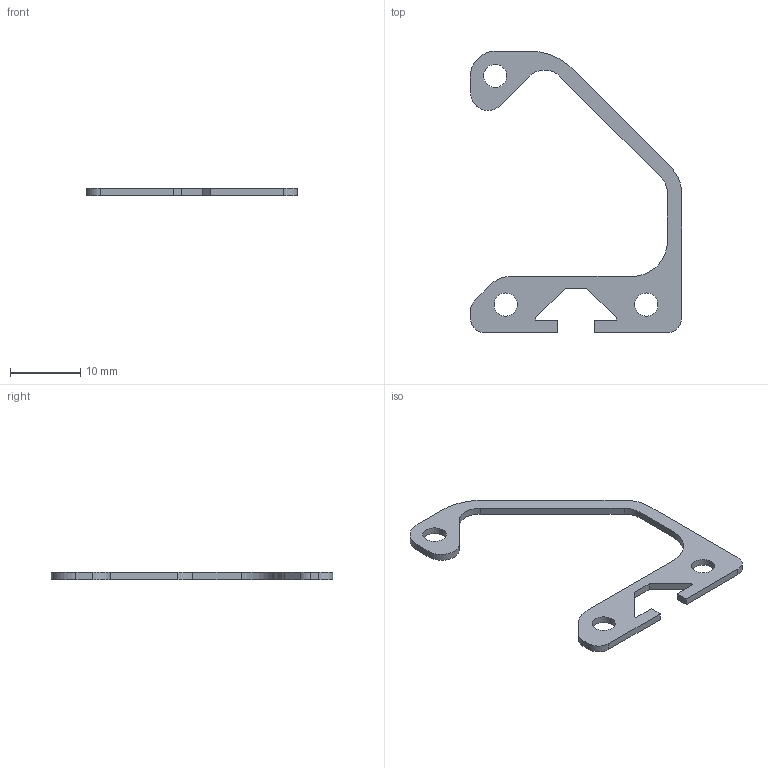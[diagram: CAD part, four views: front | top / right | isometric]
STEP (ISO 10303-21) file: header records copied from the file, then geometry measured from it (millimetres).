
FILE_DESCRIPTION(/* description */ ('Griffleistenprofil 30 x 40 natur'),/* implementation_level */ '2;1');
FILE_NAME(/* name */ 'SP059.stp',/* time_stamp */ '2015-09-03T13:26:51+02:00',/* author */ ('sebastianschwarze'),/* organization */ (''),/* preprocessor_version */ 'ST-DEVELOPER v15.6',/* originating_system */ 'Autodesk Inventor 2015',/* authorisation */ 'Stückzahl');
FILE_SCHEMA (('AUTOMOTIVE_DESIGN { 1 0 10303 214 3 1 1 }'));
Length unit declared in the file: millimetre
Products named in the file (1): SP059
Bounding box: 30 x 40 x 1 mm (x, y, z)
Volume: 304.4 mm3; surface area: 834.3 mm2
Topology: 1 solids, 1 shells, 37 faces, 105 edges, 70 vertices
Faces by surface type: plane 23, cylinder 14
Full cylindrical faces by diameter (mm): 3.3 x3
Entity records: 1228 total; most frequent: CARTESIAN_POINT 210, DIRECTION 206, ORIENTED_EDGE 204, EDGE_CURVE 102, LINE 74, VECTOR 74, VERTEX_POINT 70, AXIS2_PLACEMENT_3D 66
